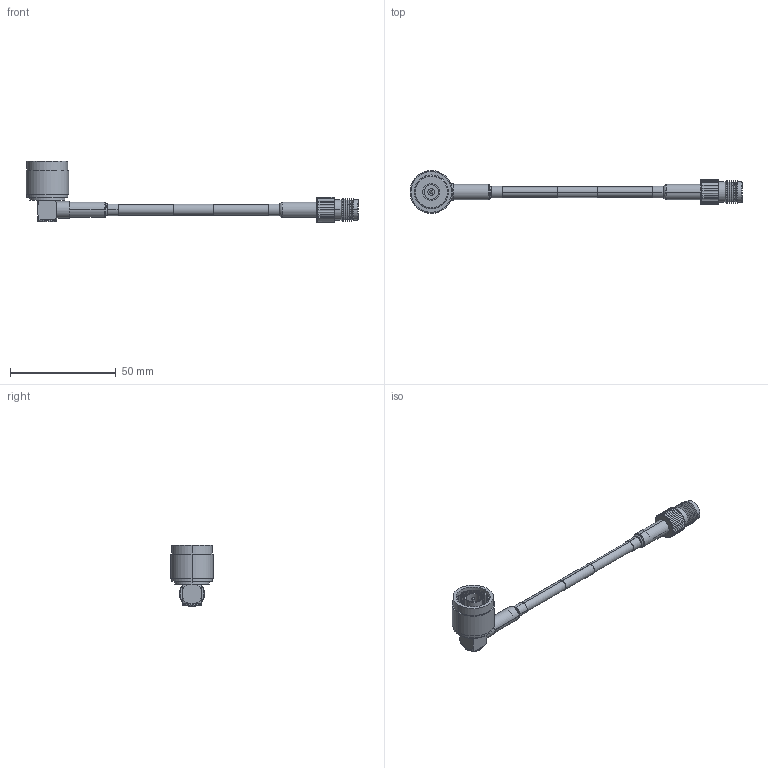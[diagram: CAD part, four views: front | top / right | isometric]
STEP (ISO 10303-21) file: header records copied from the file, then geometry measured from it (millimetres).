
FILE_DESCRIPTION (( 'STEP AP203' ), '1' );
FILE_NAME ('LCCA30705.STEP', '2020-09-25T07:20:35', ( '' ), ( '' ), 'SwSTEP 2.0', 'SolidWorks 2018', '' );
FILE_SCHEMA (( 'CONFIG_CONTROL_DESIGN' ));
Length unit declared in the file: inch
Products named in the file (12): ANM-1716; ANM-1716-MA1; Part3^LCCA30705; LCCA30705; ATF-1700-MA2; ATF-1700; ATF-1700-MA1; ATF-1700-MA3; RG58C-PROD; CA-195R-MA1_.195"x1"; ANM-1716-MA2
Assembly tree (12 placements, depth 3):
  LCCA30705
    RG58C-PROD
    Part3^LCCA30705
    CA-195R-MA1_.195"x1"  x2
    ATF-1700
      ATF-1700-MA1
      ATF-1700-MA2
      ATF-1700-MA3
    ANM-1716
      ANM-1716
      ANM-1716-MA1
      ANM-1716-MA2
Bounding box: 156.72 x 20.12 x 28.86 mm (x, y, z)
Volume: 8226.3 mm3; surface area: 11327.4 mm2
Topology: 10 solids, 10 shells, 421 faces, 943 edges, 558 vertices
Faces by surface type: cylinder 169, cone 162, plane 67, torus 22, sphere 1
Entity records: 13204 total; most frequent: CARTESIAN_POINT 3056, DIRECTION 1924, ORIENTED_EDGE 1784, EDGE_CURVE 892, AXIS2_PLACEMENT_3D 792, VERTEX_POINT 532, EDGE_LOOP 436, ADVANCED_FACE 399
